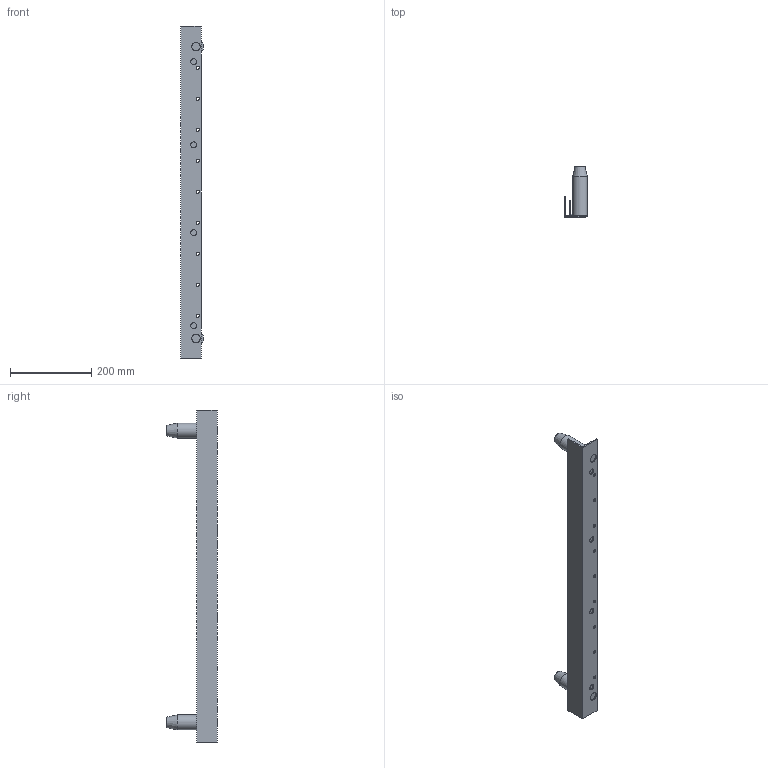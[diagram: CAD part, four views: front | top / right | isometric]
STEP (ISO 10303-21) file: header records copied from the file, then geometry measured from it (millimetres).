
FILE_DESCRIPTION(/* description */ (''),/* implementation_level */ '2;1');
FILE_NAME(/* name */ 'GE-17356_ASM_14_ASM.stp',/* time_stamp */ '2017-01-08T14:13:56-05:00',/* author */ ('jeff1'),/* organization */ (''),/* preprocessor_version */ 'ST-DEVELOPER v16.5',/* originating_system */ 'Autodesk Inventor 2017',/* authorisation */ '');
FILE_SCHEMA (('AUTOMOTIVE_DESIGN { 1 0 10303 214 3 1 1 }'));
Length unit declared in the file: inch
Products named in the file (4): GE-17356_ASM_14_ASM; GE-17356-1_10; GE-17356-2_11; GE-17356-3_2
Assembly tree (4 placements, depth 2):
  GE-17356_ASM_14_ASM
    GE-17356-1_10
    GE-17356-3_2  x2
    GE-17356-2_11
Bounding box: 56.36 x 123.83 x 815.98 mm (x, y, z)
Volume: 641435.1 mm3; surface area: 297011 mm2
Topology: 4 solids, 4 shells, 48 faces, 118 edges, 78 vertices
Faces by surface type: cylinder 26, plane 20, cone 2
Full cylindrical faces by diameter (mm): 7.938 x18, 14.3 x4, 20.637 x2, 36.512 x2
Entity records: 1446 total; most frequent: DIRECTION 242, CARTESIAN_POINT 214, ORIENTED_EDGE 174, EDGE_LOOP 118, AXIS2_PLACEMENT_3D 103, EDGE_CURVE 87, VERTEX_POINT 75, FACE_BOUND 74
